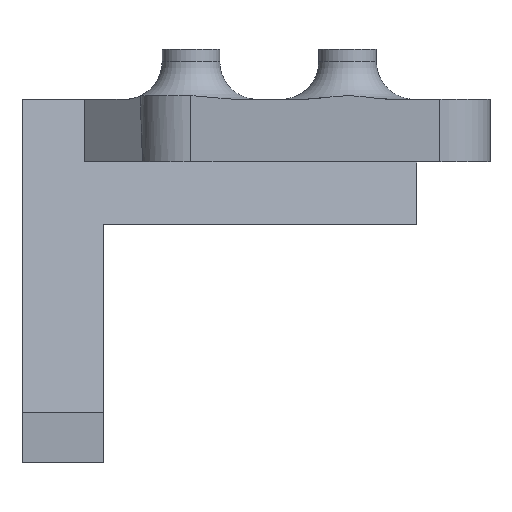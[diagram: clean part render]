
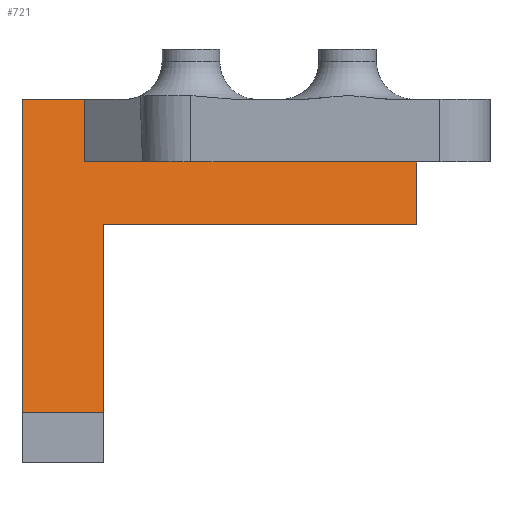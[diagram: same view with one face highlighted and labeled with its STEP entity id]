
A CAD part, front view. The second image highlights one B-rep face of the part: STEP entity #721.
In plain terms, the highlighted planar face has unit normal (0, -0.981, 0.196).
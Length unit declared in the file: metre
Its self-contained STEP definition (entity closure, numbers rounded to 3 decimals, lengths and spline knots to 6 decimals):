
#140=ORIENTED_EDGE('',*,*,#315,.F.);
#141=ORIENTED_EDGE('',*,*,#316,.T.);
#142=ORIENTED_EDGE('',*,*,#314,.F.);
#143=ORIENTED_EDGE('',*,*,#291,.F.);
#144=ORIENTED_EDGE('',*,*,#299,.F.);
#145=ORIENTED_EDGE('',*,*,#274,.F.);
#146=ORIENTED_EDGE('',*,*,#317,.F.);
#147=ORIENTED_EDGE('',*,*,#270,.F.);
#270=EDGE_CURVE('',#367,#368,#439,.T.);
#274=EDGE_CURVE('',#370,#372,#442,.T.);
#291=EDGE_CURVE('',#385,#386,#457,.T.);
#299=EDGE_CURVE('',#372,#385,#462,.T.);
#314=EDGE_CURVE('',#386,#391,#471,.T.);
#315=EDGE_CURVE('',#405,#367,#472,.T.);
#316=EDGE_CURVE('',#405,#391,#473,.T.);
#317=EDGE_CURVE('',#368,#370,#474,.T.);
#367=VERTEX_POINT('',#1061);
#368=VERTEX_POINT('',#1063);
#370=VERTEX_POINT('',#1069);
#372=VERTEX_POINT('',#1072);
#385=VERTEX_POINT('',#1104);
#386=VERTEX_POINT('',#1106);
#391=VERTEX_POINT('',#1126);
#405=VERTEX_POINT('',#1156);
#439=LINE('',#1062,#493);
#442=LINE('',#1071,#496);
#457=LINE('',#1105,#511);
#462=LINE('',#1122,#516);
#471=LINE('',#1153,#525);
#472=LINE('',#1155,#526);
#473=LINE('',#1157,#527);
#474=LINE('',#1158,#528);
#493=VECTOR('',#849,1.);
#496=VECTOR('',#856,1.);
#511=VECTOR('',#881,1.);
#516=VECTOR('',#900,1.);
#525=VECTOR('',#925,1.);
#526=VECTOR('',#928,1.);
#527=VECTOR('',#929,1.);
#528=VECTOR('',#930,1.);
#564=EDGE_LOOP('',(#140,#141,#142,#143,#144,#145,#146,#147));
#635=FACE_BOUND('',#564,.T.);
#696=PLANE('',#788);
#721=ADVANCED_FACE('',(#635),#696,.F.);
#788=AXIS2_PLACEMENT_3D('',#1154,#926,#927);
#849=DIRECTION('',(0.,-0.196,-0.981));
#856=DIRECTION('',(0.,-0.196,-0.981));
#881=DIRECTION('',(0.,0.196,0.981));
#900=DIRECTION('',(-1.,0.,0.));
#925=DIRECTION('',(1.,0.,0.));
#926=DIRECTION('',(0.,0.981,-0.196));
#927=DIRECTION('',(1.,0.,0.));
#928=DIRECTION('',(1.,0.,0.));
#929=DIRECTION('',(0.,0.196,0.981));
#930=DIRECTION('',(-1.,0.,0.));
#1061=CARTESIAN_POINT('',(-0.018894,-0.007,0.0331));
#1062=CARTESIAN_POINT('',(-0.018894,-0.010577,0.015215));
#1063=CARTESIAN_POINT('',(-0.018894,-0.008,0.0281));
#1069=CARTESIAN_POINT('',(-0.043894,-0.008,0.0281));
#1071=CARTESIAN_POINT('',(-0.043894,-0.010577,0.015215));
#1072=CARTESIAN_POINT('',(-0.043894,-0.011,0.0131));
#1104=CARTESIAN_POINT('',(-0.050394,-0.011,0.0131));
#1105=CARTESIAN_POINT('',(-0.050394,-0.006,0.0381));
#1106=CARTESIAN_POINT('',(-0.050394,-0.006,0.0381));
#1122=CARTESIAN_POINT('',(-0.002393,-0.011,0.0131));
#1126=CARTESIAN_POINT('',(-0.045417,-0.006,0.0381));
#1153=CARTESIAN_POINT('',(-0.047144,-0.006,0.0381));
#1154=CARTESIAN_POINT('',(-0.047144,-0.006,0.0381));
#1155=CARTESIAN_POINT('',(-0.047144,-0.007,0.0331));
#1156=CARTESIAN_POINT('',(-0.045417,-0.007,0.0331));
#1157=CARTESIAN_POINT('',(-0.045417,-0.006,0.0381));
#1158=CARTESIAN_POINT('',(-0.018894,-0.008,0.0281));
